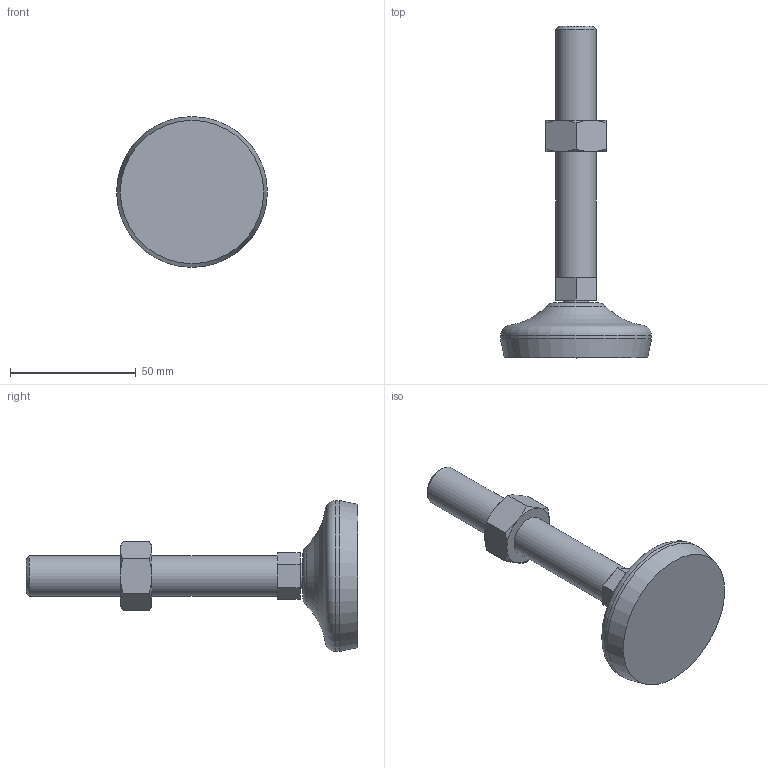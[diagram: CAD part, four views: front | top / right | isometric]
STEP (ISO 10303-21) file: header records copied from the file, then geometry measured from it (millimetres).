
FILE_DESCRIPTION( ( 'STEP AP214' ), '1' );
FILE_NAME( 'K0739.3206016X1000.stp', '2020-12-09T15:18:44', ( '' ), ( '' ), ' ', 'PARTsolutions', ' ' );
FILE_SCHEMA( ( 'AUTOMOTIVE_DESIGN { 1 0 10303 214 1 1 1 1 }' ) );
Length unit declared in the file: millimetre
Products named in the file (1): _K0739.3206016X1000
Bounding box: 60 x 132 x 60 mm (x, y, z)
Volume: 68169.7 mm3; surface area: 14718.4 mm2
Topology: 1 solids, 1 shells, 52 faces, 112 edges, 67 vertices
Faces by surface type: plane 31, cone 14, cylinder 4, torus 3
Full cylindrical faces by diameter (mm): 10 x1, 16 x2, 60 x1
Entity records: 1856 total; most frequent: CARTESIAN_POINT 365, DIRECTION 214, ORIENTED_EDGE 204, EDGE_CURVE 102, AXIS2_PLACEMENT_3D 83, EDGE_LOOP 66, VERTEX_POINT 66, FACE_OUTER_BOUND 59
